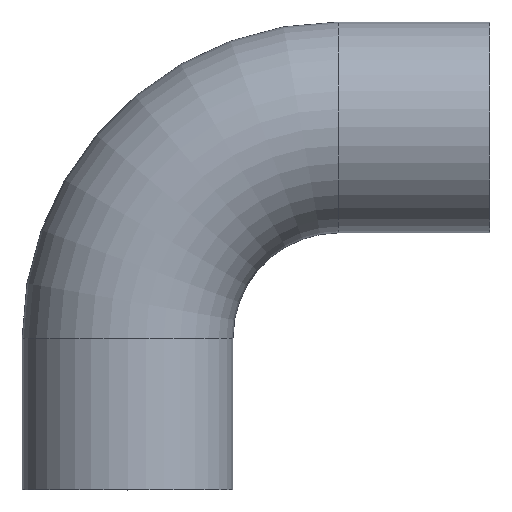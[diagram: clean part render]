
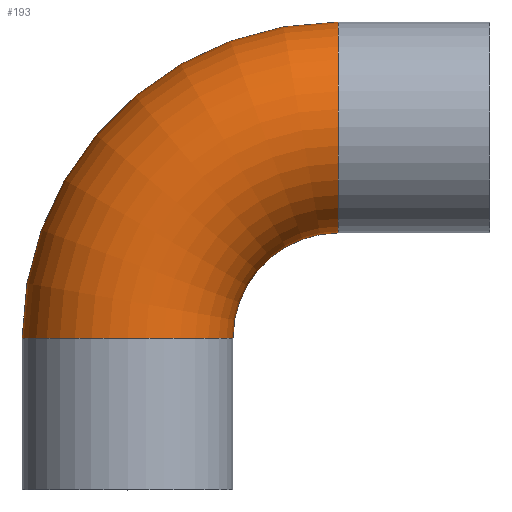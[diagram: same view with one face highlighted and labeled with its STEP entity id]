
A CAD part, top view. The second image highlights one B-rep face of the part: STEP entity #193.
In plain terms, the highlighted toroidal (fillet/blend) face has major radius 110 mm and minor radius 55 mm.
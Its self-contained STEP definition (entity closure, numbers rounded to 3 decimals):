
#85 = EDGE_CURVE( '', #163, #137, #220, .T. );
#137 = VERTEX_POINT( '', #278 );
#163 = VERTEX_POINT( '', #307 );
#171 = EDGE_CURVE( '', #175, #137, #315, .T. );
#173 = EDGE_CURVE( '', #177, #175, #317, .T. );
#175 = VERTEX_POINT( '', #319 );
#177 = VERTEX_POINT( '', #321 );
#179 = EDGE_CURVE( '', #163, #177, #323, .T. );
#193 = ADVANCED_FACE( '', ( #340 ), #341, .T. );
#220 = CIRCLE( '', #361, 55. );
#278 = CARTESIAN_POINT( '', ( 110., 134., 0. ) );
#307 = CARTESIAN_POINT( '', ( 110., 244., 0. ) );
#315 = CIRCLE( '', #482, 55. );
#317 = CIRCLE( '', #485, 55. );
#319 = CARTESIAN_POINT( '', ( 55., 79., 0. ) );
#321 = CARTESIAN_POINT( '', ( -55., 79., 0. ) );
#323 = CIRCLE( '', #492, 165. );
#340 = FACE_OUTER_BOUND( '', #514, .T. );
#341 = TOROIDAL_SURFACE( '', #515, 110., 55. );
#361 = AXIS2_PLACEMENT_3D( '', #534, #535, #536 );
#482 = AXIS2_PLACEMENT_3D( '', #651, #652, #653 );
#485 = AXIS2_PLACEMENT_3D( '', #654, #655, #656 );
#492 = AXIS2_PLACEMENT_3D( '', #657, #658, #659 );
#514 = EDGE_LOOP( '', ( #690, #691, #692, #693 ) );
#515 = AXIS2_PLACEMENT_3D( '', #694, #695, #696 );
#534 = CARTESIAN_POINT( '', ( 110., 189., 0. ) );
#535 = DIRECTION( '', ( 1., 0., 0. ) );
#536 = DIRECTION( '', ( 0., -1., 0. ) );
#651 = CARTESIAN_POINT( '', ( 110., 79., 0. ) );
#652 = DIRECTION( '', ( 0., 0., -1. ) );
#653 = DIRECTION( '', ( 1., 0., 0. ) );
#654 = CARTESIAN_POINT( '', ( 0., 79., 0. ) );
#655 = DIRECTION( '', ( 0., 1., 0. ) );
#656 = DIRECTION( '', ( 1., 0., 0. ) );
#657 = CARTESIAN_POINT( '', ( 110., 79., 0. ) );
#658 = DIRECTION( '', ( 0., 0., 1. ) );
#659 = DIRECTION( '', ( 1., 0., 0. ) );
#690 = ORIENTED_EDGE( '', *, *, #179, .T. );
#691 = ORIENTED_EDGE( '', *, *, #173, .T. );
#692 = ORIENTED_EDGE( '', *, *, #171, .T. );
#693 = ORIENTED_EDGE( '', *, *, #85, .F. );
#694 = CARTESIAN_POINT( '', ( 110., 79., 0. ) );
#695 = DIRECTION( '', ( 0., 0., 1. ) );
#696 = DIRECTION( '', ( 1., 0., 0. ) );
